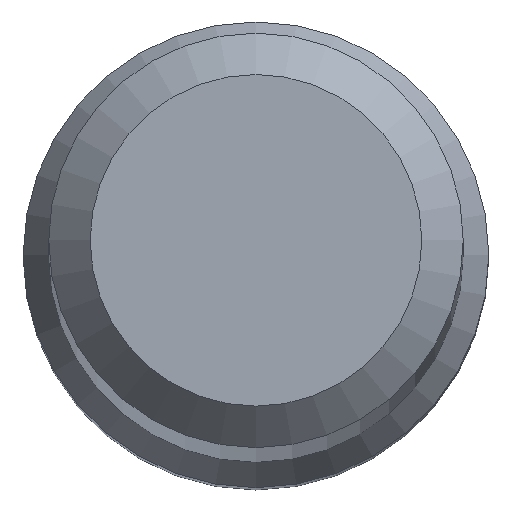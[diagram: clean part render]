
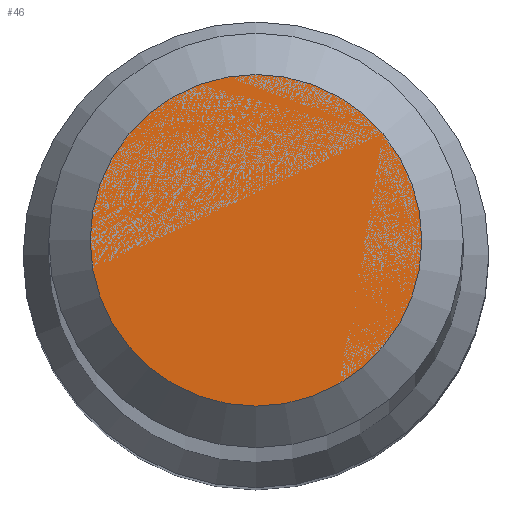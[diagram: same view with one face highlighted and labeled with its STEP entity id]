
A CAD part, top view. The second image highlights one B-rep face of the part: STEP entity #46.
In plain terms, the highlighted planar face has unit normal (0, 0, 1).
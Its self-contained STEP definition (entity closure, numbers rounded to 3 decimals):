
#4 = VERTEX_POINT ( 'NONE', #50 ) ;
#7 = AXIS2_PLACEMENT_3D ( 'NONE', #228, #301, #281 ) ;
#18 = CIRCLE ( 'NONE', #7, 1.2 ) ;
#34 = ORIENTED_EDGE ( 'NONE', *, *, #240, .F. ) ;
#46 = ADVANCED_FACE ( 'NONE', ( #282 ), #93, .F. ) ;
#50 = CARTESIAN_POINT ( 'NONE',  ( 0., 1.2, 70. ) ) ;
#57 = AXIS2_PLACEMENT_3D ( 'NONE', #92, #70, #188 ) ;
#70 = DIRECTION ( 'NONE',  ( 0., 0., -1. ) ) ;
#92 = CARTESIAN_POINT ( 'NONE',  ( 0., 0., 70. ) ) ;
#93 = PLANE ( 'NONE',  #57 ) ;
#146 = EDGE_LOOP ( 'NONE', ( #34 ) ) ;
#188 = DIRECTION ( 'NONE',  ( 0., 1., 0. ) ) ;
#228 = CARTESIAN_POINT ( 'NONE',  ( 0., 0., 70. ) ) ;
#240 = EDGE_CURVE ( 'NONE', #4, #4, #18, .T. ) ;
#281 = DIRECTION ( 'NONE',  ( 0., 1., 0. ) ) ;
#282 = FACE_OUTER_BOUND ( 'NONE', #146, .T. ) ;
#301 = DIRECTION ( 'NONE',  ( 0., 0., -1. ) ) ;
